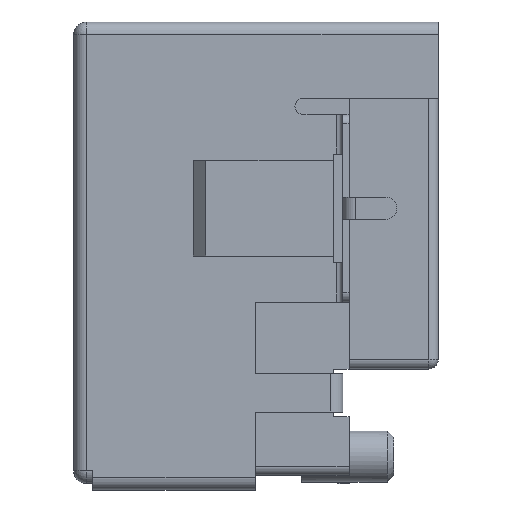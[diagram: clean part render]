
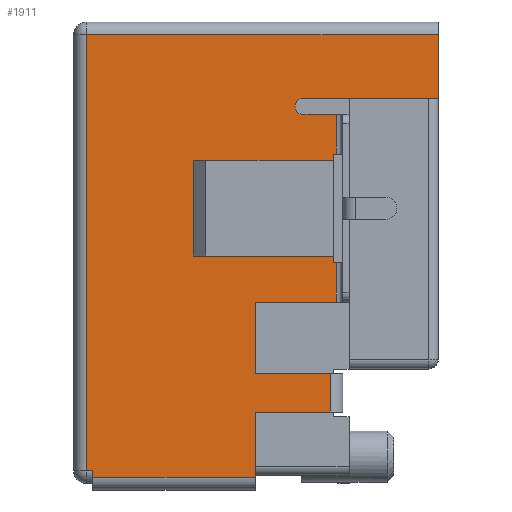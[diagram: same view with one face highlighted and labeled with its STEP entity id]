
A CAD part, left-side view. The second image highlights one B-rep face of the part: STEP entity #1911.
In plain terms, the highlighted planar face has unit normal (-1, 0, 0).
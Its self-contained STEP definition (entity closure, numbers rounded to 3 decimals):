
#1911=ADVANCED_FACE('',(#5077),#5078,.T.);
#2575=EDGE_CURVE('',#6049,#6052,#6053,.T.);
#3251=EDGE_CURVE('',#6962,#6966,#6967,.T.);
#3259=EDGE_CURVE('',#6975,#6978,#6979,.T.);
#3373=EDGE_CURVE('',#7131,#7134,#7135,.T.);
#3423=EDGE_CURVE('',#7196,#7199,#7200,.T.);
#3437=EDGE_CURVE('',#7215,#6052,#7216,.T.);
#3471=EDGE_CURVE('',#7199,#7256,#7257,.T.);
#3487=EDGE_CURVE('',#7278,#7256,#7279,.T.);
#3517=EDGE_CURVE('',#7278,#7319,#7320,.T.);
#3639=EDGE_CURVE('',#7480,#7319,#7481,.T.);
#3735=EDGE_CURVE('',#7595,#7600,#7604,.T.);
#3761=EDGE_CURVE('',#7480,#7635,#7636,.T.);
#3767=EDGE_CURVE('',#7635,#7642,#7643,.T.);
#3771=EDGE_CURVE('',#7600,#7642,#7647,.T.);
#3775=EDGE_CURVE('',#7651,#6966,#7652,.T.);
#3777=EDGE_CURVE('',#7654,#6962,#7655,.T.);
#3779=EDGE_CURVE('',#7134,#7654,#7657,.T.);
#3781=EDGE_CURVE('',#7215,#7131,#7659,.T.);
#3783=EDGE_CURVE('',#7595,#6049,#7661,.T.);
#3785=EDGE_CURVE('',#7663,#7196,#7664,.T.);
#3787=EDGE_CURVE('',#7666,#7663,#7667,.T.);
#3789=EDGE_CURVE('',#6978,#7666,#7669,.T.);
#3791=EDGE_CURVE('',#7671,#6975,#7672,.T.);
#3793=EDGE_CURVE('',#7671,#7651,#7674,.T.);
#5077=FACE_OUTER_BOUND('',#9098,.T.);
#5078=PLANE('',#9099);
#6049=VERTEX_POINT('',#10385);
#6052=VERTEX_POINT('',#10389);
#6053=LINE('',#10390,#10391);
#6962=VERTEX_POINT('',#11951);
#6966=VERTEX_POINT('',#11957);
#6967=LINE('',#11958,#11959);
#6975=VERTEX_POINT('',#11972);
#6978=VERTEX_POINT('',#11977);
#6979=LINE('',#11978,#11979);
#7131=VERTEX_POINT('',#12236);
#7134=VERTEX_POINT('',#12241);
#7135=LINE('',#12242,#12243);
#7196=VERTEX_POINT('',#12347);
#7199=VERTEX_POINT('',#12352);
#7200=LINE('',#12353,#12354);
#7215=VERTEX_POINT('',#12381);
#7216=LINE('',#12382,#12383);
#7256=VERTEX_POINT('',#12449);
#7257=LINE('',#12450,#12451);
#7278=VERTEX_POINT('',#12484);
#7279=LINE('',#12485,#12486);
#7319=VERTEX_POINT('',#12552);
#7320=LINE('',#12553,#12554);
#7480=VERTEX_POINT('',#12826);
#7481=LINE('',#12827,#12828);
#7595=VERTEX_POINT('',#13020);
#7600=VERTEX_POINT('',#13027);
#7604=LINE('',#13032,#13033);
#7635=VERTEX_POINT('',#13088);
#7636=LINE('',#13089,#13090);
#7642=VERTEX_POINT('',#13100);
#7643=LINE('',#13101,#13102);
#7647=LINE('',#13108,#13109);
#7651=VERTEX_POINT('',#13115);
#7652=LINE('',#13116,#13117);
#7654=VERTEX_POINT('',#13120);
#7655=LINE('',#13121,#13122);
#7657=LINE('',#13125,#13126);
#7659=CIRCLE('',#13129,0.25);
#7661=LINE('',#13132,#13133);
#7663=VERTEX_POINT('',#13136);
#7664=LINE('',#13137,#13138);
#7666=VERTEX_POINT('',#13141);
#7667=LINE('',#13142,#13143);
#7669=LINE('',#13146,#13147);
#7671=VERTEX_POINT('',#13150);
#7672=LINE('',#13151,#13152);
#7674=LINE('',#13155,#13156);
#9098=EDGE_LOOP('',(#16630,#16631,#16632,#16633,#16634,#16635,#16636,#16637,#16638,#16639,#16640,#16641,#16642,#16643,#16644,#16645,#16646,#16647,#16648,#16649,#16650,#16651,#16652,#16653));
#9099=AXIS2_PLACEMENT_3D('',#16654,#16655,#16656);
#10385=CARTESIAN_POINT('',(-7.0,-6.19,-0.4));
#10389=CARTESIAN_POINT('',(-7.0,-6.19,-2.4));
#10390=CARTESIAN_POINT('',(-7.0,-6.19,-0.4));
#10391=VECTOR('',#18332,2.0);
#11951=CARTESIAN_POINT('',(-7.0,-2.89,-4.15));
#11957=CARTESIAN_POINT('',(-7.0,-2.89,-4.35));
#11958=CARTESIAN_POINT('',(-7.0,-2.89,-4.15));
#11959=VECTOR('',#18729,0.2);
#11972=CARTESIAN_POINT('',(-7.0,-2.89,-7.35));
#11977=CARTESIAN_POINT('',(-7.0,-2.89,-7.55));
#11978=CARTESIAN_POINT('',(-7.0,-2.89,-7.35));
#11979=VECTOR('',#18733,0.2);
#12236=CARTESIAN_POINT('',(-7.0,-1.94,-2.9));
#12241=CARTESIAN_POINT('',(-7.0,-2.99,-2.9));
#12242=CARTESIAN_POINT('',(-7.0,-1.94,-2.9));
#12243=VECTOR('',#18802,1.05);
#12347=CARTESIAN_POINT('',(-7.0,-0.44,-8.8));
#12352=CARTESIAN_POINT('',(-7.0,-0.44,-11.05));
#12353=CARTESIAN_POINT('',(-7.0,-0.44,-8.8));
#12354=VECTOR('',#18835,2.25);
#12381=CARTESIAN_POINT('',(-7.0,-1.94,-2.4));
#12382=CARTESIAN_POINT('',(-7.0,-1.94,-2.4));
#12383=VECTOR('',#18844,4.25);
#12449=CARTESIAN_POINT('',(-7.0,-2.79,-11.05));
#12450=CARTESIAN_POINT('',(-7.0,-0.44,-11.05));
#12451=VECTOR('',#18875,2.35);
#12484=CARTESIAN_POINT('',(-7.0,-2.79,-12.25));
#12485=CARTESIAN_POINT('',(-7.0,-2.79,-12.25));
#12486=VECTOR('',#18889,1.2);
#12552=CARTESIAN_POINT('',(-7.0,-0.44,-12.25));
#12553=CARTESIAN_POINT('',(-7.0,-2.79,-12.25));
#12554=VECTOR('',#18910,2.35);
#12826=CARTESIAN_POINT('',(-7.0,-0.44,-14.3));
#12827=CARTESIAN_POINT('',(-7.0,-0.44,-14.3));
#12828=VECTOR('',#18989,2.05);
#13020=CARTESIAN_POINT('',(-7.0,4.86,-0.4));
#13027=CARTESIAN_POINT('',(-7.0,4.86,-14.1));
#13032=CARTESIAN_POINT('',(-7.0,4.86,-0.4));
#13033=VECTOR('',#19065,13.7);
#13088=CARTESIAN_POINT('',(-7.0,4.66,-14.3));
#13089=CARTESIAN_POINT('',(-7.0,-0.44,-14.3));
#13090=VECTOR('',#19080,5.1);
#13100=CARTESIAN_POINT('',(-7.0,4.66,-14.1));
#13101=CARTESIAN_POINT('',(-7.0,4.66,-14.3));
#13102=VECTOR('',#19085,0.2);
#13108=CARTESIAN_POINT('',(-7.0,4.86,-14.1));
#13109=VECTOR('',#19089,0.2);
#13115=CARTESIAN_POINT('',(-7.0,1.51,-4.35));
#13116=CARTESIAN_POINT('',(-7.0,1.51,-4.35));
#13117=VECTOR('',#19093,4.4);
#13120=CARTESIAN_POINT('',(-7.0,-2.99,-4.15));
#13121=CARTESIAN_POINT('',(-7.0,-2.99,-4.15));
#13122=VECTOR('',#19094,0.1);
#13125=CARTESIAN_POINT('',(-7.0,-2.99,-2.9));
#13126=VECTOR('',#19095,1.25);
#13129=AXIS2_PLACEMENT_3D('',#19096,#19097,#19098);
#13132=CARTESIAN_POINT('',(-7.0,4.86,-0.4));
#13133=VECTOR('',#19099,11.05);
#13136=CARTESIAN_POINT('',(-7.0,-2.99,-8.8));
#13137=CARTESIAN_POINT('',(-7.0,-2.99,-8.8));
#13138=VECTOR('',#19100,2.55);
#13141=CARTESIAN_POINT('',(-7.0,-2.99,-7.55));
#13142=CARTESIAN_POINT('',(-7.0,-2.99,-7.55));
#13143=VECTOR('',#19101,1.25);
#13146=CARTESIAN_POINT('',(-7.0,-2.89,-7.55));
#13147=VECTOR('',#19102,0.1);
#13150=CARTESIAN_POINT('',(-7.0,1.51,-7.35));
#13151=CARTESIAN_POINT('',(-7.0,1.51,-7.35));
#13152=VECTOR('',#19103,4.4);
#13155=CARTESIAN_POINT('',(-7.0,1.51,-7.35));
#13156=VECTOR('',#19104,3.0);
#16630=ORIENTED_EDGE('',*,*,#3775,.T.);
#16631=ORIENTED_EDGE('',*,*,#3251,.F.);
#16632=ORIENTED_EDGE('',*,*,#3777,.F.);
#16633=ORIENTED_EDGE('',*,*,#3779,.F.);
#16634=ORIENTED_EDGE('',*,*,#3373,.F.);
#16635=ORIENTED_EDGE('',*,*,#3781,.F.);
#16636=ORIENTED_EDGE('',*,*,#3437,.T.);
#16637=ORIENTED_EDGE('',*,*,#2575,.F.);
#16638=ORIENTED_EDGE('',*,*,#3783,.F.);
#16639=ORIENTED_EDGE('',*,*,#3735,.T.);
#16640=ORIENTED_EDGE('',*,*,#3771,.T.);
#16641=ORIENTED_EDGE('',*,*,#3767,.F.);
#16642=ORIENTED_EDGE('',*,*,#3761,.F.);
#16643=ORIENTED_EDGE('',*,*,#3639,.T.);
#16644=ORIENTED_EDGE('',*,*,#3517,.F.);
#16645=ORIENTED_EDGE('',*,*,#3487,.T.);
#16646=ORIENTED_EDGE('',*,*,#3471,.F.);
#16647=ORIENTED_EDGE('',*,*,#3423,.F.);
#16648=ORIENTED_EDGE('',*,*,#3785,.F.);
#16649=ORIENTED_EDGE('',*,*,#3787,.F.);
#16650=ORIENTED_EDGE('',*,*,#3789,.F.);
#16651=ORIENTED_EDGE('',*,*,#3259,.F.);
#16652=ORIENTED_EDGE('',*,*,#3791,.F.);
#16653=ORIENTED_EDGE('',*,*,#3793,.T.);
#16654=CARTESIAN_POINT('',(-7.0,5.26,0.0));
#16655=DIRECTION('',(-1.0,0.0,0.0));
#16656=DIRECTION('',(0.0,0.0,1.0));
#18332=DIRECTION('',(0.0,0.0,-1.0));
#18729=DIRECTION('',(0.0,0.0,-1.0));
#18733=DIRECTION('',(0.0,0.0,-1.0));
#18802=DIRECTION('',(0.0,-1.0,0.0));
#18835=DIRECTION('',(0.0,0.0,-1.0));
#18844=DIRECTION('',(0.0,-1.0,0.0));
#18875=DIRECTION('',(0.0,-1.0,0.0));
#18889=DIRECTION('',(0.0,0.0,1.0));
#18910=DIRECTION('',(0.0,1.0,0.0));
#18989=DIRECTION('',(0.0,0.0,1.0));
#19065=DIRECTION('',(0.0,0.0,-1.0));
#19080=DIRECTION('',(0.0,1.0,0.0));
#19085=DIRECTION('',(0.0,0.0,1.0));
#19089=DIRECTION('',(0.0,-1.0,0.0));
#19093=DIRECTION('',(0.0,-1.0,0.0));
#19094=DIRECTION('',(0.0,1.0,0.0));
#19095=DIRECTION('',(0.0,0.0,-1.0));
#19096=CARTESIAN_POINT('',(-7.0,-1.94,-2.65));
#19097=DIRECTION('',(-1.0,0.0,0.0));
#19098=DIRECTION('',(0.0,0.0,1.0));
#19099=DIRECTION('',(0.0,-1.0,0.0));
#19100=DIRECTION('',(0.0,1.0,0.0));
#19101=DIRECTION('',(0.0,0.0,-1.0));
#19102=DIRECTION('',(0.0,-1.0,0.0));
#19103=DIRECTION('',(0.0,-1.0,0.0));
#19104=DIRECTION('',(0.0,0.0,1.0));
